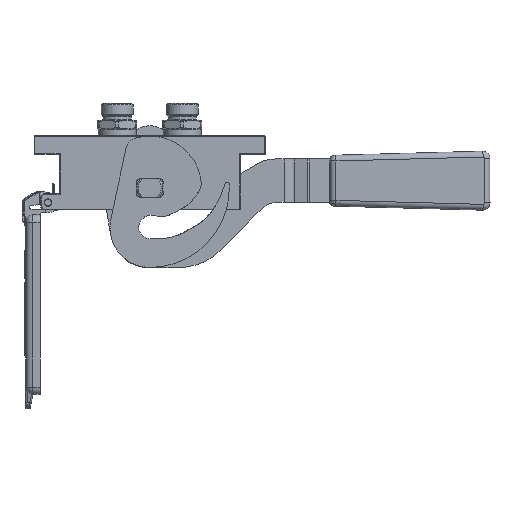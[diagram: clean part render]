
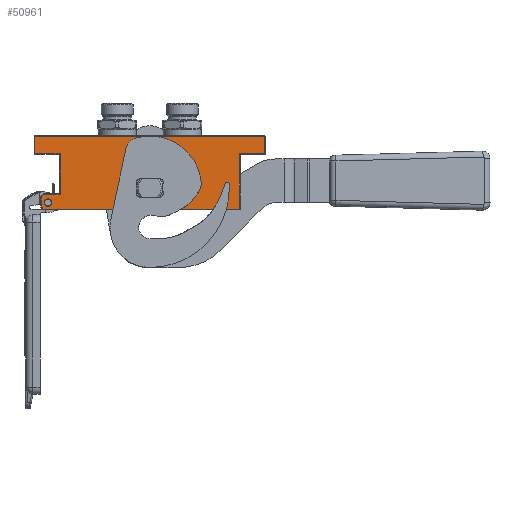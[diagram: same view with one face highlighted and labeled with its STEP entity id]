
A CAD part, front view. The second image highlights one B-rep face of the part: STEP entity #50961.
In plain terms, the highlighted planar face has unit normal (0, -1, 0).
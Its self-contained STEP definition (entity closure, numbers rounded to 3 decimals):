
#654 = FACE_BOUND ( 'NONE', #71747, .T. ) ;
#3049 = DIRECTION ( 'NONE',  ( 0., -1., 0. ) ) ;
#3470 = CARTESIAN_POINT ( 'NONE',  ( -73.293, 0., -50.8 ) ) ;
#3563 = ORIENTED_EDGE ( 'NONE', *, *, #70399, .T. ) ;
#3578 = VERTEX_POINT ( 'NONE', #42364 ) ;
#4468 = CARTESIAN_POINT ( 'NONE',  ( -75., 0., -42.207 ) ) ;
#5041 = CARTESIAN_POINT ( 'NONE',  ( -75., 0., -42.207 ) ) ;
#6070 = DIRECTION ( 'NONE',  ( 0., 0., -1. ) ) ;
#6581 = EDGE_CURVE ( 'NONE', #25174, #77692, #89965, .T. ) ;
#7800 = VERTEX_POINT ( 'NONE', #84170 ) ;
#8443 = ORIENTED_EDGE ( 'NONE', *, *, #18426, .F. ) ;
#8936 = EDGE_CURVE ( 'NONE', #7800, #33852, #74483, .T. ) ;
#9013 = CARTESIAN_POINT ( 'NONE',  ( 79.5, 0., -0.5 ) ) ;
#10224 = EDGE_CURVE ( 'NONE', #78881, #22066, #81895, .T. ) ;
#10626 = CARTESIAN_POINT ( 'NONE',  ( -79.5, 0., -0.5 ) ) ;
#10668 = EDGE_LOOP ( 'NONE', ( #27713, #87121 ) ) ;
#11658 = CARTESIAN_POINT ( 'NONE',  ( 0., 0., 0. ) ) ;
#11975 = DIRECTION ( 'NONE',  ( -1., 0., 0. ) ) ;
#12374 = EDGE_CURVE ( 'NONE', #15158, #41049, #30055, .T. ) ;
#12621 = CARTESIAN_POINT ( 'NONE',  ( 0., 0., -47.4 ) ) ;
#12742 = FACE_BOUND ( 'NONE', #10668, .T. ) ;
#13087 = VECTOR ( 'NONE', #59605, 1000. ) ;
#13439 = VECTOR ( 'NONE', #23506, 1000. ) ;
#13691 = DIRECTION ( 'NONE',  ( 0., 0., 1. ) ) ;
#15158 = VERTEX_POINT ( 'NONE', #86106 ) ;
#16860 = DIRECTION ( 'NONE',  ( -1., 0., 0. ) ) ;
#17161 = DIRECTION ( 'NONE',  ( 0., -1., 0. ) ) ;
#17825 = ORIENTED_EDGE ( 'NONE', *, *, #89396, .T. ) ;
#18311 = DIRECTION ( 'NONE',  ( 0., 1., 0. ) ) ;
#18419 = LINE ( 'NONE', #5041, #63445 ) ;
#18426 = EDGE_CURVE ( 'NONE', #80500, #76395, #18419, .T. ) ;
#18897 = DIRECTION ( 'NONE',  ( 0.707, 0., 0.707 ) ) ;
#19898 = DIRECTION ( 'NONE',  ( 0., 1., 0. ) ) ;
#20107 = VERTEX_POINT ( 'NONE', #9013 ) ;
#20535 = CARTESIAN_POINT ( 'NONE',  ( -75., 0., -42.207 ) ) ;
#20605 = CIRCLE ( 'NONE', #40027, 11.3 ) ;
#22066 = VERTEX_POINT ( 'NONE', #57969 ) ;
#22166 = CARTESIAN_POINT ( 'NONE',  ( -73.293, 0., -40.5 ) ) ;
#23156 = AXIS2_PLACEMENT_3D ( 'NONE', #80020, #17161, #16860 ) ;
#23303 = DIRECTION ( 'NONE',  ( 0., 0., 1. ) ) ;
#23506 = DIRECTION ( 'NONE',  ( 0., 0., -1. ) ) ;
#23929 = CARTESIAN_POINT ( 'NONE',  ( 79.5, 0., -12.5 ) ) ;
#25174 = VERTEX_POINT ( 'NONE', #65064 ) ;
#25324 = DIRECTION ( 'NONE',  ( 0., 0., -1. ) ) ;
#26238 = ORIENTED_EDGE ( 'NONE', *, *, #89420, .T. ) ;
#27713 = ORIENTED_EDGE ( 'NONE', *, *, #65880, .T. ) ;
#30055 = LINE ( 'NONE', #52676, #37793 ) ;
#30085 = AXIS2_PLACEMENT_3D ( 'NONE', #37179, #3049, #30665 ) ;
#30351 = CARTESIAN_POINT ( 'NONE',  ( -79.5, 0., -12.5 ) ) ;
#30665 = DIRECTION ( 'NONE',  ( 1., 0., 0. ) ) ;
#31296 = VECTOR ( 'NONE', #11975, 1000. ) ;
#31569 = VECTOR ( 'NONE', #87982, 1000. ) ;
#31582 = CARTESIAN_POINT ( 'NONE',  ( 79.5, 0., -12.5 ) ) ;
#31633 = EDGE_CURVE ( 'NONE', #22066, #76395, #52283, .T. ) ;
#31686 = DIRECTION ( 'NONE',  ( 1., 0., 0. ) ) ;
#32657 = CARTESIAN_POINT ( 'NONE',  ( -75., 0., -49.093 ) ) ;
#33852 = VERTEX_POINT ( 'NONE', #32657 ) ;
#34164 = ORIENTED_EDGE ( 'NONE', *, *, #10224, .T. ) ;
#34216 = CARTESIAN_POINT ( 'NONE',  ( -62., 0., -12.5 ) ) ;
#34250 = CIRCLE ( 'NONE', #23156, 2.55 ) ;
#34766 = VECTOR ( 'NONE', #25324, 1000. ) ;
#36194 = VECTOR ( 'NONE', #13691, 1000. ) ;
#37143 = VERTEX_POINT ( 'NONE', #12621 ) ;
#37179 = CARTESIAN_POINT ( 'NONE',  ( -70.3, 0., -46.3 ) ) ;
#37793 = VECTOR ( 'NONE', #31686, 1000. ) ;
#38385 = LINE ( 'NONE', #48797, #36194 ) ;
#39201 = CARTESIAN_POINT ( 'NONE',  ( -79.5, 0., -0.5 ) ) ;
#39644 = LINE ( 'NONE', #70923, #72562 ) ;
#40027 = AXIS2_PLACEMENT_3D ( 'NONE', #74178, #18311, #67776 ) ;
#40099 = ORIENTED_EDGE ( 'NONE', *, *, #6581, .F. ) ;
#40635 = ORIENTED_EDGE ( 'NONE', *, *, #43398, .T. ) ;
#41049 = VERTEX_POINT ( 'NONE', #23929 ) ;
#41443 = VECTOR ( 'NONE', #50845, 1000. ) ;
#42043 = CARTESIAN_POINT ( 'NONE',  ( -62., 0., -12.5 ) ) ;
#42364 = CARTESIAN_POINT ( 'NONE',  ( 62., 0., -50.8 ) ) ;
#43398 = EDGE_CURVE ( 'NONE', #7800, #3578, #52558, .T. ) ;
#44357 = ORIENTED_EDGE ( 'NONE', *, *, #31633, .T. ) ;
#44524 = EDGE_LOOP ( 'NONE', ( #26238, #34164, #44357, #8443, #48083, #47705, #40635, #60832, #61603, #17825, #3563, #63346 ) ) ;
#44671 = VECTOR ( 'NONE', #48425, 1000. ) ;
#47350 = DIRECTION ( 'NONE',  ( 0., 1., 0. ) ) ;
#47705 = ORIENTED_EDGE ( 'NONE', *, *, #8936, .F. ) ;
#48083 = ORIENTED_EDGE ( 'NONE', *, *, #73992, .T. ) ;
#48425 = DIRECTION ( 'NONE',  ( 0., 0., -1. ) ) ;
#48581 = ORIENTED_EDGE ( 'NONE', *, *, #81745, .F. ) ;
#48639 = AXIS2_PLACEMENT_3D ( 'NONE', #11658, #47350, #74885 ) ;
#48797 = CARTESIAN_POINT ( 'NONE',  ( 62., 0., -50.8 ) ) ;
#50845 = DIRECTION ( 'NONE',  ( -0.707, 0., 0.707 ) ) ;
#50961 = ADVANCED_FACE ( 'NONE', ( #53475, #12742, #654 ), #89257, .F. ) ;
#52283 = LINE ( 'NONE', #54145, #31296 ) ;
#52558 = LINE ( 'NONE', #53437, #31569 ) ;
#52676 = CARTESIAN_POINT ( 'NONE',  ( 62., 0., -12.5 ) ) ;
#53344 = VERTEX_POINT ( 'NONE', #39201 ) ;
#53437 = CARTESIAN_POINT ( 'NONE',  ( -73.293, 0., -50.8 ) ) ;
#53475 = FACE_OUTER_BOUND ( 'NONE', #44524, .T. ) ;
#54145 = CARTESIAN_POINT ( 'NONE',  ( -62., 0., -40.5 ) ) ;
#56538 = DIRECTION ( 'NONE',  ( -1., 0., 0. ) ) ;
#57969 = CARTESIAN_POINT ( 'NONE',  ( -62., 0., -40.5 ) ) ;
#59605 = DIRECTION ( 'NONE',  ( 1., 0., 0. ) ) ;
#60344 = CARTESIAN_POINT ( 'NONE',  ( 0., 0., -24.8 ) ) ;
#60375 = LINE ( 'NONE', #30351, #13087 ) ;
#60832 = ORIENTED_EDGE ( 'NONE', *, *, #71010, .T. ) ;
#61603 = ORIENTED_EDGE ( 'NONE', *, *, #12374, .T. ) ;
#63346 = ORIENTED_EDGE ( 'NONE', *, *, #87107, .T. ) ;
#63445 = VECTOR ( 'NONE', #18897, 1000. ) ;
#65064 = CARTESIAN_POINT ( 'NONE',  ( -67.75, 0., -46.3 ) ) ;
#65880 = EDGE_CURVE ( 'NONE', #75653, #37143, #20605, .T. ) ;
#67776 = DIRECTION ( 'NONE',  ( 0., 0., 1. ) ) ;
#68746 = CARTESIAN_POINT ( 'NONE',  ( 0., 0., -36.1 ) ) ;
#70399 = EDGE_CURVE ( 'NONE', #20107, #53344, #39644, .T. ) ;
#70923 = CARTESIAN_POINT ( 'NONE',  ( 79.5, 0., -0.5 ) ) ;
#71010 = EDGE_CURVE ( 'NONE', #3578, #15158, #38385, .T. ) ;
#71747 = EDGE_LOOP ( 'NONE', ( #48581, #40099 ) ) ;
#72562 = VECTOR ( 'NONE', #56538, 1000. ) ;
#72876 = EDGE_CURVE ( 'NONE', #37143, #75653, #89661, .T. ) ;
#73198 = LINE ( 'NONE', #4468, #34766 ) ;
#73536 = VECTOR ( 'NONE', #23303, 1000. ) ;
#73992 = EDGE_CURVE ( 'NONE', #80500, #33852, #73198, .T. ) ;
#74151 = CARTESIAN_POINT ( 'NONE',  ( -72.85, 0., -46.3 ) ) ;
#74178 = CARTESIAN_POINT ( 'NONE',  ( 0., 0., -36.1 ) ) ;
#74483 = LINE ( 'NONE', #3470, #41443 ) ;
#74885 = DIRECTION ( 'NONE',  ( 1., 0., 0. ) ) ;
#75653 = VERTEX_POINT ( 'NONE', #60344 ) ;
#75698 = LINE ( 'NONE', #31582, #73536 ) ;
#76395 = VERTEX_POINT ( 'NONE', #22166 ) ;
#77692 = VERTEX_POINT ( 'NONE', #74151 ) ;
#78298 = VERTEX_POINT ( 'NONE', #81046 ) ;
#78881 = VERTEX_POINT ( 'NONE', #42043 ) ;
#80020 = CARTESIAN_POINT ( 'NONE',  ( -70.3, 0., -46.3 ) ) ;
#80500 = VERTEX_POINT ( 'NONE', #20535 ) ;
#81046 = CARTESIAN_POINT ( 'NONE',  ( -79.5, 0., -12.5 ) ) ;
#81745 = EDGE_CURVE ( 'NONE', #77692, #25174, #34250, .T. ) ;
#81895 = LINE ( 'NONE', #34216, #44671 ) ;
#83668 = LINE ( 'NONE', #10626, #13439 ) ;
#84170 = CARTESIAN_POINT ( 'NONE',  ( -73.293, 0., -50.8 ) ) ;
#86106 = CARTESIAN_POINT ( 'NONE',  ( 62., 0., -12.5 ) ) ;
#87107 = EDGE_CURVE ( 'NONE', #53344, #78298, #83668, .T. ) ;
#87121 = ORIENTED_EDGE ( 'NONE', *, *, #72876, .T. ) ;
#87982 = DIRECTION ( 'NONE',  ( 1., 0., 0. ) ) ;
#89257 = PLANE ( 'NONE',  #48639 ) ;
#89396 = EDGE_CURVE ( 'NONE', #41049, #20107, #75698, .T. ) ;
#89420 = EDGE_CURVE ( 'NONE', #78298, #78881, #60375, .T. ) ;
#89661 = CIRCLE ( 'NONE', #90831, 11.3 ) ;
#89965 = CIRCLE ( 'NONE', #30085, 2.55 ) ;
#90831 = AXIS2_PLACEMENT_3D ( 'NONE', #68746, #19898, #6070 ) ;
